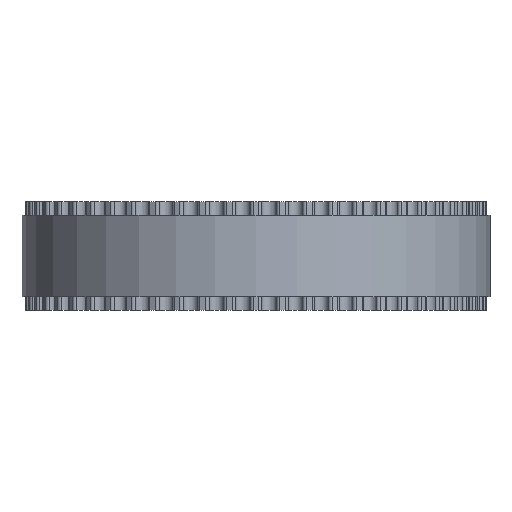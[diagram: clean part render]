
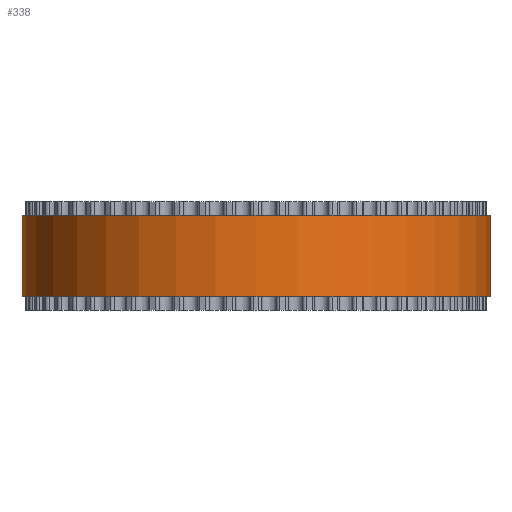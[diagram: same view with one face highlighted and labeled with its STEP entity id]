
A CAD part, front view. The second image highlights one B-rep face of the part: STEP entity #338.
In plain terms, the highlighted cylindrical face has radius 17.189 mm (diameter 34.377 mm), a full revolution.
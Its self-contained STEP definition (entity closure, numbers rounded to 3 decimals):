
#97=FACE_BOUND('',#992,.T.);
#98=FACE_BOUND('',#993,.T.);
#338=ADVANCED_FACE('',(#97,#98),#555,.T.);
#555=CYLINDRICAL_SURFACE('',#4895,17.189);
#992=EDGE_LOOP('',(#2722));
#993=EDGE_LOOP('',(#2723));
#2722=ORIENTED_EDGE('',*,*,#3806,.T.);
#2723=ORIENTED_EDGE('',*,*,#3807,.T.);
#3156=VERTEX_POINT('',#7720);
#3157=VERTEX_POINT('',#7722);
#3806=EDGE_CURVE('',#3156,#3156,#4240,.T.);
#3807=EDGE_CURVE('',#3157,#3157,#4241,.T.);
#4240=CIRCLE('',#4893,17.189);
#4241=CIRCLE('',#4894,17.189);
#4893=AXIS2_PLACEMENT_3D('',#7719,#6414,#6415);
#4894=AXIS2_PLACEMENT_3D('',#7721,#6416,#6417);
#4895=AXIS2_PLACEMENT_3D('',#7723,#6418,#6419);
#6414=DIRECTION('',(0.,0.,1.));
#6415=DIRECTION('',(1.,0.,0.));
#6416=DIRECTION('',(0.,0.,-1.));
#6417=DIRECTION('',(1.,0.,0.));
#6418=DIRECTION('',(0.,0.,1.));
#6419=DIRECTION('',(1.,0.,0.));
#7719=CARTESIAN_POINT('',(0.,0.,1.));
#7720=CARTESIAN_POINT('',(17.189,0.,1.));
#7721=CARTESIAN_POINT('',(0.,0.,7.));
#7722=CARTESIAN_POINT('',(17.189,0.,7.));
#7723=CARTESIAN_POINT('',(0.,0.,1.));
